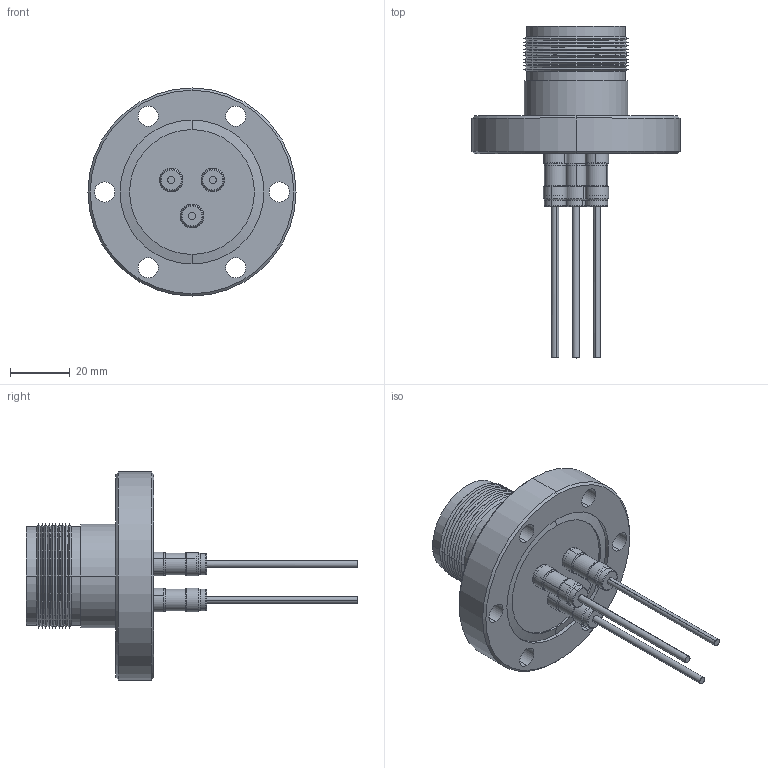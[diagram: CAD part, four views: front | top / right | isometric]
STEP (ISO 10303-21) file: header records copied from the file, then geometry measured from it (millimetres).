
FILE_DESCRIPTION (( 'STEP AP203' ), '1' );
FILE_NAME ('A0753-1-CF.STEP', '2013-03-20T18:08:55', ( '' ), ( '' ), 'SwSTEP 2.0', 'SolidWorks 2012', '' );
FILE_SCHEMA (( 'CONFIG_CONTROL_DESIGN' ));
Length unit declared in the file: inch
Products named in the file (1): A0753-1-CF
Bounding box: 69.85 x 111.4 x 69.85 mm (x, y, z)
Volume: 51338.7 mm3; surface area: 27946.9 mm2
Topology: 9 solids, 9 shells, 409 faces, 873 edges, 521 vertices
Faces by surface type: cylinder 198, cone 96, plane 75, torus 40
Entity records: 11145 total; most frequent: DIRECTION 2140, CARTESIAN_POINT 1936, ORIENTED_EDGE 1746, AXIS2_PLACEMENT_3D 901, EDGE_CURVE 873, VERTEX_POINT 521, CIRCLE 491, EDGE_LOOP 472
